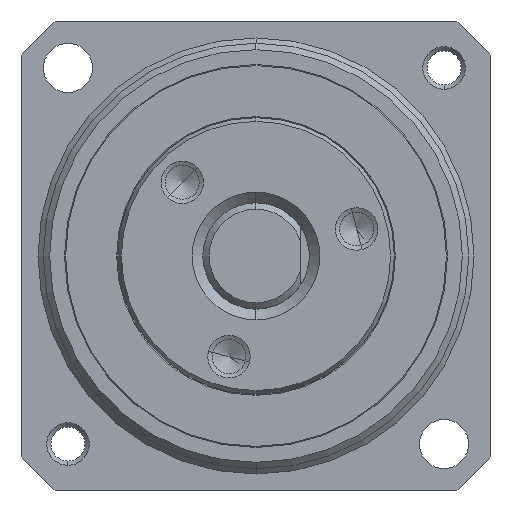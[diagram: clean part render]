
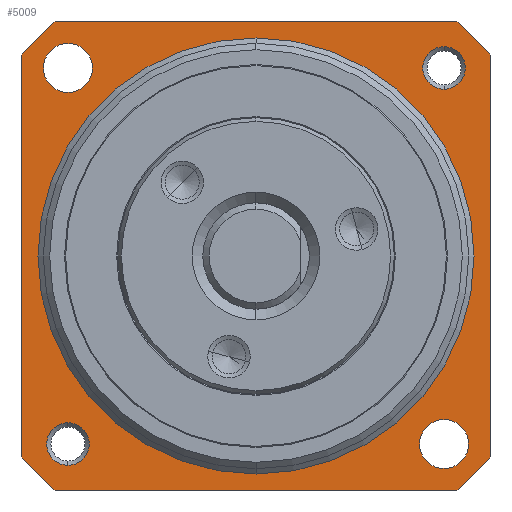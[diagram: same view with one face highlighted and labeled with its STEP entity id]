
A CAD part, left-side view. The second image highlights one B-rep face of the part: STEP entity #5009.
In plain terms, the highlighted planar face has unit normal (-1, 0, 0).
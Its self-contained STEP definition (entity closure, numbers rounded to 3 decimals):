
#2357=EDGE_CURVE('',#3537,#4937,#6481,.T.);
#2377=VERTEX_POINT('',#6503);
#2685=EDGE_CURVE('',#6015,#4145,#6846,.T.);
#2839=EDGE_CURVE('',#3475,#5467,#7019,.T.);
#2949=VERTEX_POINT('',#7138);
#2997=EDGE_CURVE('',#3233,#5121,#7192,.T.);
#3233=VERTEX_POINT('',#7462);
#3235=EDGE_CURVE('',#4145,#3451,#7464,.T.);
#3431=EDGE_CURVE('',#5929,#2377,#7697,.T.);
#3451=VERTEX_POINT('',#7719);
#3475=VERTEX_POINT('',#7747);
#3537=VERTEX_POINT('',#7818);
#3615=EDGE_CURVE('',#5541,#5003,#7907,.T.);
#3633=EDGE_CURVE('',#2949,#5631,#7926,.T.);
#3779=EDGE_CURVE('',#3451,#3475,#8091,.T.);
#3991=VERTEX_POINT('',#8332);
#4145=VERTEX_POINT('',#8502);
#4235=EDGE_CURVE('',#3991,#5523,#8605,.T.);
#4505=EDGE_CURVE('',#5631,#2949,#8907,.T.);
#4529=EDGE_CURVE('',#5003,#5541,#8935,.T.);
#4547=EDGE_CURVE('',#2377,#5041,#8953,.T.);
#4937=VERTEX_POINT('',#9402);
#5003=VERTEX_POINT('',#9478);
#5009=ADVANCED_FACE('',(#9484,#9485,#9486,#9487,#9488,#9489),#9490,.T.);
#5041=VERTEX_POINT('',#9525);
#5121=VERTEX_POINT('',#9614);
#5125=EDGE_CURVE('',#5121,#3233,#9618,.T.);
#5167=EDGE_CURVE('',#4937,#3537,#9664,.T.);
#5445=EDGE_CURVE('',#5523,#3991,#9977,.T.);
#5467=VERTEX_POINT('',#10000);
#5523=VERTEX_POINT('',#10065);
#5541=VERTEX_POINT('',#10086);
#5631=VERTEX_POINT('',#10191);
#5929=VERTEX_POINT('',#10532);
#6007=EDGE_CURVE('',#5041,#6015,#10621,.T.);
#6015=VERTEX_POINT('',#10629);
#6047=EDGE_CURVE('',#5467,#5929,#10663,.T.);
#6481=CIRCLE('',#11200,1.0);
#6503=CARTESIAN_POINT('',(12.7,-9.447,-11.0));
#6846=CIRCLE('',#11789,14.5);
#7019=LINE('',#12081,#12082);
#7138=CARTESIAN_POINT('',(12.7,-8.839,-7.689));
#7192=CIRCLE('',#12310,1.15);
#7462=CARTESIAN_POINT('',(12.7,8.839,7.689));
#7464=LINE('',#12670,#12671);
#7697=LINE('',#13031,#13032);
#7719=CARTESIAN_POINT('',(12.7,9.447,11.0));
#7747=CARTESIAN_POINT('',(12.7,11.0,9.447));
#7818=CARTESIAN_POINT('',(12.7,8.839,-9.839));
#7907=CIRCLE('',#13321,1.0);
#7926=CIRCLE('',#13348,1.15);
#8091=CIRCLE('',#13580,14.5);
#8332=CARTESIAN_POINT('',(12.7,0.0,10.25));
#8502=CARTESIAN_POINT('',(12.7,-9.447,11.0));
#8605=CIRCLE('',#14287,10.25);
#8907=CIRCLE('',#14706,1.15);
#8935=CIRCLE('',#14741,1.0);
#8953=CIRCLE('',#14767,14.5);
#9402=CARTESIAN_POINT('',(12.7,8.839,-7.839));
#9478=CARTESIAN_POINT('',(12.7,-8.839,7.839));
#9484=FACE_BOUND('',#15470,.T.);
#9485=FACE_BOUND('',#15471,.T.);
#9486=FACE_BOUND('',#15472,.T.);
#9487=FACE_BOUND('',#15473,.T.);
#9488=FACE_BOUND('',#15474,.T.);
#9489=FACE_OUTER_BOUND('',#15475,.T.);
#9490=PLANE('',#15476);
#9525=CARTESIAN_POINT('',(12.7,-11.0,-9.447));
#9614=CARTESIAN_POINT('',(12.7,8.839,9.989));
#9618=CIRCLE('',#15668,1.15);
#9664=CIRCLE('',#15729,1.0);
#9977=CIRCLE('',#16186,10.25);
#10000=CARTESIAN_POINT('',(12.7,11.0,-9.447));
#10065=CARTESIAN_POINT('',(12.7,0.,-10.25));
#10086=CARTESIAN_POINT('',(12.7,-8.839,9.839));
#10191=CARTESIAN_POINT('',(12.7,-8.839,-9.989));
#10532=CARTESIAN_POINT('',(12.7,9.447,-11.0));
#10621=LINE('',#17123,#17124);
#10629=CARTESIAN_POINT('',(12.7,-11.0,9.447));
#10663=CIRCLE('',#17183,14.5);
#11200=AXIS2_PLACEMENT_3D('',#17705,#17706,#17707);
#11789=AXIS2_PLACEMENT_3D('',#18153,#18154,#18155);
#12081=CARTESIAN_POINT('',(12.7,11.0,5.5));
#12082=VECTOR('',#18385,1.0);
#12310=AXIS2_PLACEMENT_3D('',#18580,#18581,#18582);
#12670=CARTESIAN_POINT('',(12.7,-5.5,11.0));
#12671=VECTOR('',#18959,1.0);
#13031=CARTESIAN_POINT('',(12.7,5.5,-11.0));
#13032=VECTOR('',#19259,1.0);
#13321=AXIS2_PLACEMENT_3D('',#19536,#19537,#19538);
#13348=AXIS2_PLACEMENT_3D('',#19553,#19554,#19555);
#13580=AXIS2_PLACEMENT_3D('',#19782,#19783,#19784);
#14287=AXIS2_PLACEMENT_3D('',#20448,#20449,#20450);
#14706=AXIS2_PLACEMENT_3D('',#20830,#20831,#20832);
#14741=AXIS2_PLACEMENT_3D('',#20872,#20873,#20874);
#14767=AXIS2_PLACEMENT_3D('',#20886,#20887,#20888);
#15470=EDGE_LOOP('',(#21635,#21636));
#15471=EDGE_LOOP('',(#21637,#21638));
#15472=EDGE_LOOP('',(#21639,#21640));
#15473=EDGE_LOOP('',(#21641,#21642));
#15474=EDGE_LOOP('',(#21643,#21644));
#15475=EDGE_LOOP('',(#21645,#21646,#21647,#21648,#21649,#21650,#21651,#21652));
#15476=AXIS2_PLACEMENT_3D('',#21653,#21654,#21655);
#15668=AXIS2_PLACEMENT_3D('',#21823,#21824,#21825);
#15729=AXIS2_PLACEMENT_3D('',#21885,#21886,#21887);
#16186=AXIS2_PLACEMENT_3D('',#22266,#22267,#22268);
#17123=CARTESIAN_POINT('',(12.7,-11.0,-5.5));
#17124=VECTOR('',#23159,1.0);
#17183=AXIS2_PLACEMENT_3D('',#23196,#23197,#23198);
#17705=CARTESIAN_POINT('',(12.7,8.839,-8.839));
#17706=DIRECTION('',(1.0,-0.0,0.0));
#17707=DIRECTION('',(0.0,0.0,-1.0));
#18153=CARTESIAN_POINT('',(12.7,0.0,0.0));
#18154=DIRECTION('',(-1.0,0.0,0.0));
#18155=DIRECTION('',(0.0,0.0,1.0));
#18385=DIRECTION('',(-0.0,-0.0,-1.0));
#18580=CARTESIAN_POINT('',(12.7,8.839,8.839));
#18581=DIRECTION('',(1.0,0.0,-0.0));
#18582=DIRECTION('',(0.0,0.0,1.0));
#18959=DIRECTION('',(0.0,1.0,0.0));
#19259=DIRECTION('',(0.0,-1.0,0.0));
#19536=CARTESIAN_POINT('',(12.7,-8.839,8.839));
#19537=DIRECTION('',(1.0,0.0,-0.0));
#19538=DIRECTION('',(0.0,0.0,1.0));
#19553=CARTESIAN_POINT('',(12.7,-8.839,-8.839));
#19554=DIRECTION('',(1.0,-0.0,0.0));
#19555=DIRECTION('',(0.0,0.0,-1.0));
#19782=CARTESIAN_POINT('',(12.7,0.0,0.0));
#19783=DIRECTION('',(-1.0,0.0,0.0));
#19784=DIRECTION('',(0.0,0.0,1.0));
#20448=CARTESIAN_POINT('',(12.7,0.0,0.0));
#20449=DIRECTION('',(1.0,0.0,-0.0));
#20450=DIRECTION('',(0.0,0.0,1.0));
#20830=CARTESIAN_POINT('',(12.7,-8.839,-8.839));
#20831=DIRECTION('',(1.0,-0.0,0.0));
#20832=DIRECTION('',(0.0,0.0,-1.0));
#20872=CARTESIAN_POINT('',(12.7,-8.839,8.839));
#20873=DIRECTION('',(1.0,0.0,-0.0));
#20874=DIRECTION('',(0.0,0.0,1.0));
#20886=CARTESIAN_POINT('',(12.7,0.0,0.0));
#20887=DIRECTION('',(-1.0,0.0,0.0));
#20888=DIRECTION('',(0.0,0.0,1.0));
#21635=ORIENTED_EDGE('',*,*,#4505,.T.);
#21636=ORIENTED_EDGE('',*,*,#3633,.T.);
#21637=ORIENTED_EDGE('',*,*,#5125,.T.);
#21638=ORIENTED_EDGE('',*,*,#2997,.T.);
#21639=ORIENTED_EDGE('',*,*,#2357,.T.);
#21640=ORIENTED_EDGE('',*,*,#5167,.T.);
#21641=ORIENTED_EDGE('',*,*,#3615,.T.);
#21642=ORIENTED_EDGE('',*,*,#4529,.T.);
#21643=ORIENTED_EDGE('',*,*,#4235,.T.);
#21644=ORIENTED_EDGE('',*,*,#5445,.T.);
#21645=ORIENTED_EDGE('',*,*,#3431,.T.);
#21646=ORIENTED_EDGE('',*,*,#4547,.T.);
#21647=ORIENTED_EDGE('',*,*,#6007,.T.);
#21648=ORIENTED_EDGE('',*,*,#2685,.T.);
#21649=ORIENTED_EDGE('',*,*,#3235,.T.);
#21650=ORIENTED_EDGE('',*,*,#3779,.T.);
#21651=ORIENTED_EDGE('',*,*,#2839,.T.);
#21652=ORIENTED_EDGE('',*,*,#6047,.T.);
#21653=CARTESIAN_POINT('',(12.7,0.0,0.0));
#21654=DIRECTION('',(-1.0,0.0,0.0));
#21655=DIRECTION('',(0.0,0.0,1.0));
#21823=CARTESIAN_POINT('',(12.7,8.839,8.839));
#21824=DIRECTION('',(1.0,0.0,-0.0));
#21825=DIRECTION('',(0.0,0.0,1.0));
#21885=CARTESIAN_POINT('',(12.7,8.839,-8.839));
#21886=DIRECTION('',(1.0,-0.0,0.0));
#21887=DIRECTION('',(0.0,0.0,-1.0));
#22266=CARTESIAN_POINT('',(12.7,0.0,0.0));
#22267=DIRECTION('',(1.0,0.0,-0.0));
#22268=DIRECTION('',(0.0,0.0,1.0));
#23159=DIRECTION('',(0.0,0.0,1.0));
#23196=CARTESIAN_POINT('',(12.7,0.0,0.0));
#23197=DIRECTION('',(-1.0,0.0,0.0));
#23198=DIRECTION('',(0.0,0.0,1.0));
